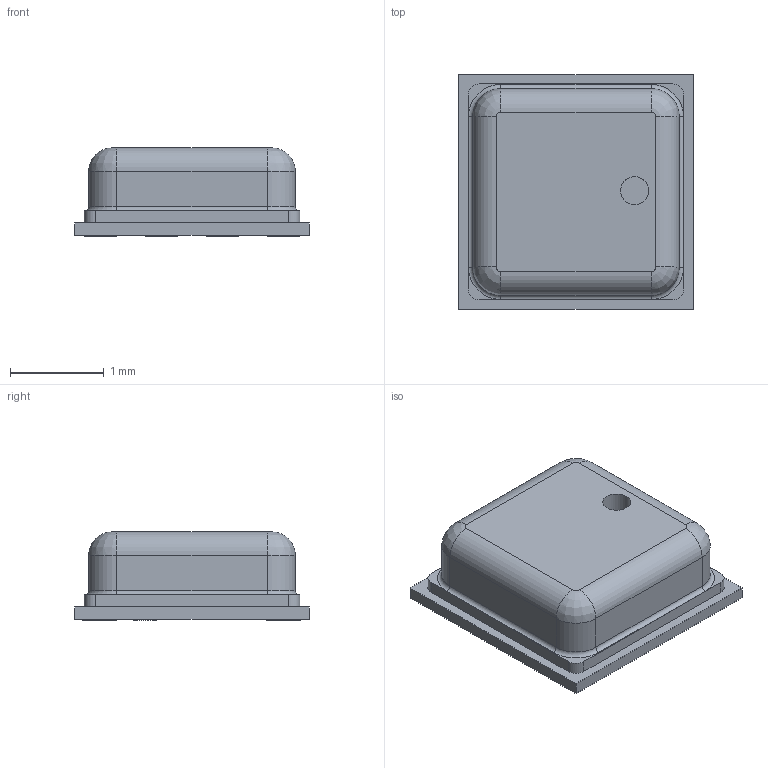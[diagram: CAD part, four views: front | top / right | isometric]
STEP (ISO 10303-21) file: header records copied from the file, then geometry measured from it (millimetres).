
FILE_DESCRIPTION(('FreeCAD Model'),'2;1');
FILE_NAME( 'Bosch_MEMS_2500umSqr.step', '2019-03-24T15:17:27',('Author'),(''), 'Open CASCADE STEP processor 7.2','FreeCAD','Unknown');
FILE_SCHEMA(('AUTOMOTIVE_DESIGN { 1 0 10303 214 1 1 1 1 }'));
Length unit declared in the file: millimetre
Products named in the file (1): Pad003
Bounding box: 2.5 x 2.5 x 0.94 mm (x, y, z)
Volume: 4.6 mm3; surface area: 20 mm2
Topology: 1 solids, 1 shells, 84 faces, 194 edges, 124 vertices
Faces by surface type: plane 58, cylinder 18, revolution 4, torus 4
Full cylindrical faces by diameter (mm): 0.24 x1, 0.3 x1
Entity records: 5698 total; most frequent: CARTESIAN_POINT 1113, DIRECTION 747, LINE 486, VECTOR 486, ORIENTED_EDGE 388, PCURVE 388, DEFINITIONAL_REPRESENTATION 388, EDGE_CURVE 194
